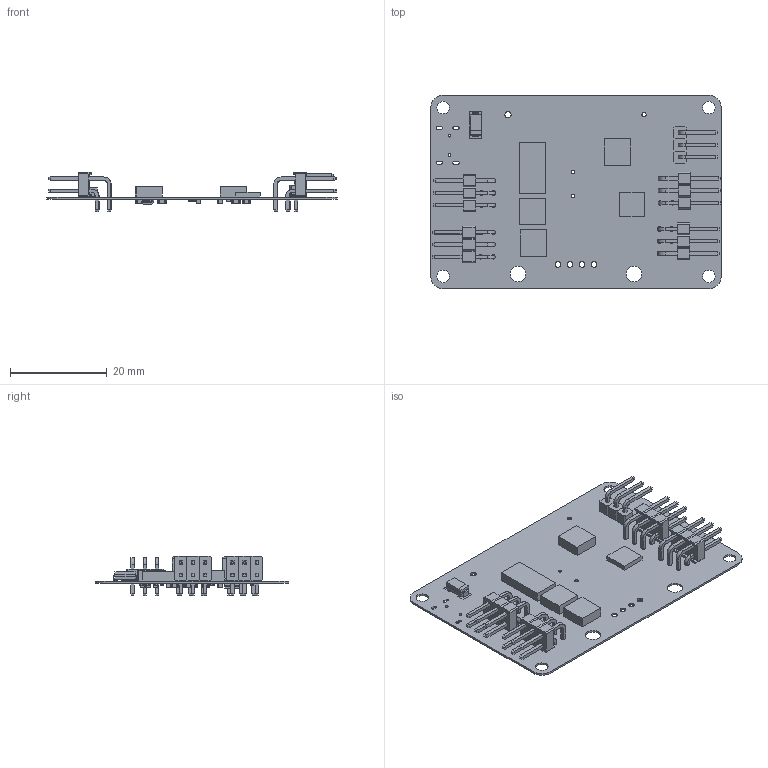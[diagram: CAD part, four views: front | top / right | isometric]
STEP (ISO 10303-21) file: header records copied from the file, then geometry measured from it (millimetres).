
FILE_DESCRIPTION(('Open CASCADE Model'),'2;1');
FILE_NAME('Open CASCADE Shape Model','2020-09-23T10:55:23',('Author'),( 'Open CASCADE'),'Open CASCADE STEP processor 6.5','Open CASCADE 6.5' ,'Unknown');
FILE_SCHEMA(('AUTOMOTIVE_DESIGN { 1 0 10303 214 1 1 1 1 }'));
Length unit declared in the file: millimetre
Products named in the file (58): PCB; Board; R9; R0603; C1; Capacitor_0603_SMD; User_Library-cap0603_cap0603_body_??; User_Library-cap0603_pad_0603_??; 695061648; Extruded; C2; C3; 695061520; C4; C5; C6; C8; C9; C10; C11; C12; C13; D1; do214ac; do214acpad; P4; HDR-1x2_H; LOGOԲ; P5; P6; P7; Q1; 717646704; R1; R2; R3; R4; R5; R6; R7 ...
Assembly tree (114 placements, depth 4):
  PCB
    Board
    R9
      R0603
    C1
      Capacitor_0603_SMD
        User_Library-cap0603_cap0603_body_??
        User_Library-cap0603_pad_0603_??
      695061648  x2
        Extruded
    C2
      Capacitor_0603_SMD
        User_Library-cap0603_cap0603_body_??
        User_Library-cap0603_pad_0603_??
      695061648  x2
        Extruded
    C3
      Capacitor_0603_SMD
        User_Library-cap0603_cap0603_body_??
        User_Library-cap0603_pad_0603_??
      695061520  x2
        Extruded
    C4
      Capacitor_0603_SMD
        User_Library-cap0603_cap0603_body_??
        User_Library-cap0603_pad_0603_??
      695061520  x2
        Extruded
    C5
      Capacitor_0603_SMD
        User_Library-cap0603_cap0603_body_??
        User_Library-cap0603_pad_0603_??
      695061520  x2
        Extruded
    C6
      Capacitor_0603_SMD
        User_Library-cap0603_cap0603_body_??
        User_Library-cap0603_pad_0603_??
      695061520  x2
        Extruded
    C8
      Capacitor_0603_SMD
        User_Library-cap0603_cap0603_body_??
        User_Library-cap0603_pad_0603_??
      695061520  x2
        Extruded
    C9
      Capacitor_0603_SMD
        User_Library-cap0603_cap0603_body_??
        User_Library-cap0603_pad_0603_??
      695061520  x2
        Extruded
    C10
      Capacitor_0603_SMD
        User_Library-cap0603_cap0603_body_??
        User_Library-cap0603_pad_0603_??
      695061520  x2
        Extruded
    C11
      Capacitor_0603_SMD
Bounding box: 60.15 x 40.15 x 8.1 mm (x, y, z)
Volume: 1921.5 mm3; surface area: 7825.4 mm2
Topology: 337 solids, 337 shells, 4224 faces, 9893 edges, 6358 vertices
Faces by surface type: plane 2584, bspline 984, cylinder 560, sphere 96
Full cylindrical faces by diameter (mm): 0.508 x9, 0.55 x2, 0.711 x2, 0.9 x28, 1.2 x4, 1.3 x1
Entity records: 63904 total; most frequent: CARTESIAN_POINT 19436, DIRECTION 6913, LINE 4671, VECTOR 4671, ORIENTED_EDGE 4162, PCURVE 4162, DEFINITIONAL_REPRESENTATION 4162, EDGE_CURVE 2081
